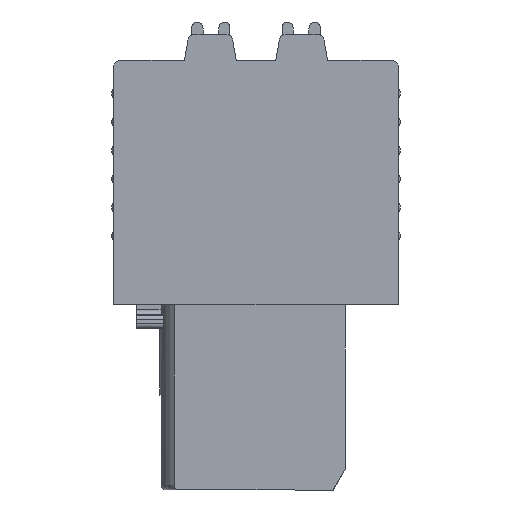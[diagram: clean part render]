
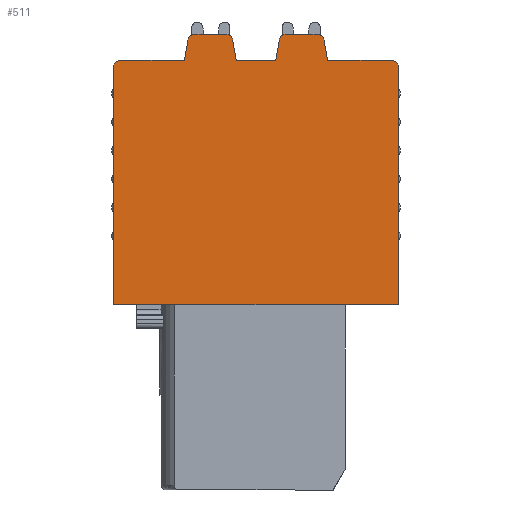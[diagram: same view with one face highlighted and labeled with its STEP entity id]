
A CAD part, left-side view. The second image highlights one B-rep face of the part: STEP entity #511.
In plain terms, the highlighted planar face has unit normal (-1, 0, 0).
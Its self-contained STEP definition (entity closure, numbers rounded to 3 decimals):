
#179 = EDGE_CURVE('',#180,#182,#184,.T.);
#180 = VERTEX_POINT('',#181);
#181 = CARTESIAN_POINT('',(-5.36,6.,7.8));
#182 = VERTEX_POINT('',#183);
#183 = CARTESIAN_POINT('',(-5.36,-6.,7.8));
#184 = LINE('',#185,#186);
#185 = CARTESIAN_POINT('',(-5.36,6.,7.8));
#186 = VECTOR('',#187,1.);
#187 = DIRECTION('',(0.,-1.,0.));
#511 = ADVANCED_FACE('',(#512),#655,.T.);
#512 = FACE_BOUND('',#513,.F.);
#513 = EDGE_LOOP('',(#514,#515,#523,#532,#540,#548,#557,#565,#574,#582,
    #590,#598,#607,#615,#624,#632,#640,#649));
#514 = ORIENTED_EDGE('',*,*,#179,.F.);
#515 = ORIENTED_EDGE('',*,*,#516,.F.);
#516 = EDGE_CURVE('',#517,#180,#519,.T.);
#517 = VERTEX_POINT('',#518);
#518 = CARTESIAN_POINT('',(-5.36,6.,17.8));
#519 = LINE('',#520,#521);
#520 = CARTESIAN_POINT('',(-5.36,6.,17.8));
#521 = VECTOR('',#522,1.);
#522 = DIRECTION('',(0.,0.,-1.));
#523 = ORIENTED_EDGE('',*,*,#524,.F.);
#524 = EDGE_CURVE('',#525,#517,#527,.T.);
#525 = VERTEX_POINT('',#526);
#526 = CARTESIAN_POINT('',(-5.36,5.7,18.1));
#527 = CIRCLE('',#528,0.3);
#528 = AXIS2_PLACEMENT_3D('',#529,#530,#531);
#529 = CARTESIAN_POINT('',(-5.36,5.7,17.8));
#530 = DIRECTION('',(-1.,0.,0.));
#531 = DIRECTION('',(0.,0.,1.));
#532 = ORIENTED_EDGE('',*,*,#533,.F.);
#533 = EDGE_CURVE('',#534,#525,#536,.T.);
#534 = VERTEX_POINT('',#535);
#535 = CARTESIAN_POINT('',(-5.36,3.019,18.1));
#536 = LINE('',#537,#538);
#537 = CARTESIAN_POINT('',(-5.36,3.019,18.1));
#538 = VECTOR('',#539,1.);
#539 = DIRECTION('',(0.,1.,0.));
#540 = ORIENTED_EDGE('',*,*,#541,.F.);
#541 = EDGE_CURVE('',#542,#534,#544,.T.);
#542 = VERTEX_POINT('',#543);
#543 = CARTESIAN_POINT('',(-5.36,2.869,18.952));
#544 = LINE('',#545,#546);
#545 = CARTESIAN_POINT('',(-5.36,2.869,18.952));
#546 = VECTOR('',#547,1.);
#547 = DIRECTION('',(0.,0.174,-0.985));
#548 = ORIENTED_EDGE('',*,*,#549,.F.);
#549 = EDGE_CURVE('',#550,#542,#552,.T.);
#550 = VERTEX_POINT('',#551);
#551 = CARTESIAN_POINT('',(-5.36,2.573,19.2));
#552 = CIRCLE('',#553,0.3);
#553 = AXIS2_PLACEMENT_3D('',#554,#555,#556);
#554 = CARTESIAN_POINT('',(-5.36,2.573,18.9));
#555 = DIRECTION('',(-1.,0.,0.));
#556 = DIRECTION('',(0.,0.,1.));
#557 = ORIENTED_EDGE('',*,*,#558,.F.);
#558 = EDGE_CURVE('',#559,#550,#561,.T.);
#559 = VERTEX_POINT('',#560);
#560 = CARTESIAN_POINT('',(-5.36,1.277,19.2));
#561 = LINE('',#562,#563);
#562 = CARTESIAN_POINT('',(-5.36,1.277,19.2));
#563 = VECTOR('',#564,1.);
#564 = DIRECTION('',(0.,1.,0.));
#565 = ORIENTED_EDGE('',*,*,#566,.F.);
#566 = EDGE_CURVE('',#567,#559,#569,.T.);
#567 = VERTEX_POINT('',#568);
#568 = CARTESIAN_POINT('',(-5.36,0.981,18.952));
#569 = CIRCLE('',#570,0.3);
#570 = AXIS2_PLACEMENT_3D('',#571,#572,#573);
#571 = CARTESIAN_POINT('',(-5.36,1.277,18.9));
#572 = DIRECTION('',(-1.,0.,0.));
#573 = DIRECTION('',(0.,-0.985,0.174)
  );
#574 = ORIENTED_EDGE('',*,*,#575,.F.);
#575 = EDGE_CURVE('',#576,#567,#578,.T.);
#576 = VERTEX_POINT('',#577);
#577 = CARTESIAN_POINT('',(-5.36,0.831,18.1));
#578 = LINE('',#579,#580);
#579 = CARTESIAN_POINT('',(-5.36,0.831,18.1));
#580 = VECTOR('',#581,1.);
#581 = DIRECTION('',(0.,0.174,0.985));
#582 = ORIENTED_EDGE('',*,*,#583,.F.);
#583 = EDGE_CURVE('',#584,#576,#586,.T.);
#584 = VERTEX_POINT('',#585);
#585 = CARTESIAN_POINT('',(-5.36,-0.831,18.1));
#586 = LINE('',#587,#588);
#587 = CARTESIAN_POINT('',(-5.36,-0.831,18.1));
#588 = VECTOR('',#589,1.);
#589 = DIRECTION('',(0.,1.,0.));
#590 = ORIENTED_EDGE('',*,*,#591,.F.);
#591 = EDGE_CURVE('',#592,#584,#594,.T.);
#592 = VERTEX_POINT('',#593);
#593 = CARTESIAN_POINT('',(-5.36,-0.981,18.952));
#594 = LINE('',#595,#596);
#595 = CARTESIAN_POINT('',(-5.36,-0.981,18.952));
#596 = VECTOR('',#597,1.);
#597 = DIRECTION('',(0.,0.174,-0.985));
#598 = ORIENTED_EDGE('',*,*,#599,.F.);
#599 = EDGE_CURVE('',#600,#592,#602,.T.);
#600 = VERTEX_POINT('',#601);
#601 = CARTESIAN_POINT('',(-5.36,-1.277,19.2));
#602 = CIRCLE('',#603,0.3);
#603 = AXIS2_PLACEMENT_3D('',#604,#605,#606);
#604 = CARTESIAN_POINT('',(-5.36,-1.277,18.9));
#605 = DIRECTION('',(-1.,0.,0.));
#606 = DIRECTION('',(0.,0.,1.));
#607 = ORIENTED_EDGE('',*,*,#608,.F.);
#608 = EDGE_CURVE('',#609,#600,#611,.T.);
#609 = VERTEX_POINT('',#610);
#610 = CARTESIAN_POINT('',(-5.36,-2.573,19.2));
#611 = LINE('',#612,#613);
#612 = CARTESIAN_POINT('',(-5.36,-2.573,19.2));
#613 = VECTOR('',#614,1.);
#614 = DIRECTION('',(0.,1.,0.));
#615 = ORIENTED_EDGE('',*,*,#616,.F.);
#616 = EDGE_CURVE('',#617,#609,#619,.T.);
#617 = VERTEX_POINT('',#618);
#618 = CARTESIAN_POINT('',(-5.36,-2.869,18.952));
#619 = CIRCLE('',#620,0.3);
#620 = AXIS2_PLACEMENT_3D('',#621,#622,#623);
#621 = CARTESIAN_POINT('',(-5.36,-2.573,18.9));
#622 = DIRECTION('',(-1.,0.,0.));
#623 = DIRECTION('',(0.,-0.985,0.174)
  );
#624 = ORIENTED_EDGE('',*,*,#625,.F.);
#625 = EDGE_CURVE('',#626,#617,#628,.T.);
#626 = VERTEX_POINT('',#627);
#627 = CARTESIAN_POINT('',(-5.36,-3.019,18.1));
#628 = LINE('',#629,#630);
#629 = CARTESIAN_POINT('',(-5.36,-3.019,18.1));
#630 = VECTOR('',#631,1.);
#631 = DIRECTION('',(0.,0.174,0.985));
#632 = ORIENTED_EDGE('',*,*,#633,.F.);
#633 = EDGE_CURVE('',#634,#626,#636,.T.);
#634 = VERTEX_POINT('',#635);
#635 = CARTESIAN_POINT('',(-5.36,-5.7,18.1));
#636 = LINE('',#637,#638);
#637 = CARTESIAN_POINT('',(-5.36,-5.7,18.1));
#638 = VECTOR('',#639,1.);
#639 = DIRECTION('',(0.,1.,0.));
#640 = ORIENTED_EDGE('',*,*,#641,.F.);
#641 = EDGE_CURVE('',#642,#634,#644,.T.);
#642 = VERTEX_POINT('',#643);
#643 = CARTESIAN_POINT('',(-5.36,-6.,17.8));
#644 = CIRCLE('',#645,0.3);
#645 = AXIS2_PLACEMENT_3D('',#646,#647,#648);
#646 = CARTESIAN_POINT('',(-5.36,-5.7,17.8));
#647 = DIRECTION('',(-1.,0.,0.));
#648 = DIRECTION('',(0.,-1.,0.));
#649 = ORIENTED_EDGE('',*,*,#650,.F.);
#650 = EDGE_CURVE('',#182,#642,#651,.T.);
#651 = LINE('',#652,#653);
#652 = CARTESIAN_POINT('',(-5.36,-6.,7.8));
#653 = VECTOR('',#654,1.);
#654 = DIRECTION('',(0.,0.,1.));
#655 = PLANE('',#656);
#656 = AXIS2_PLACEMENT_3D('',#657,#658,#659);
#657 = CARTESIAN_POINT('',(-5.36,6.,18.1));
#658 = DIRECTION('',(-1.,0.,0.));
#659 = DIRECTION('',(0.,-1.,0.));
